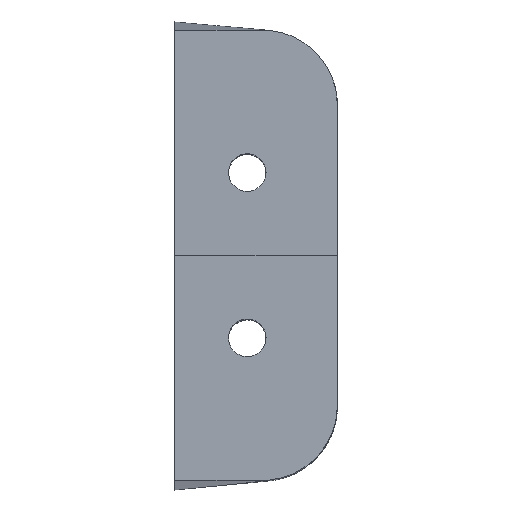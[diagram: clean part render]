
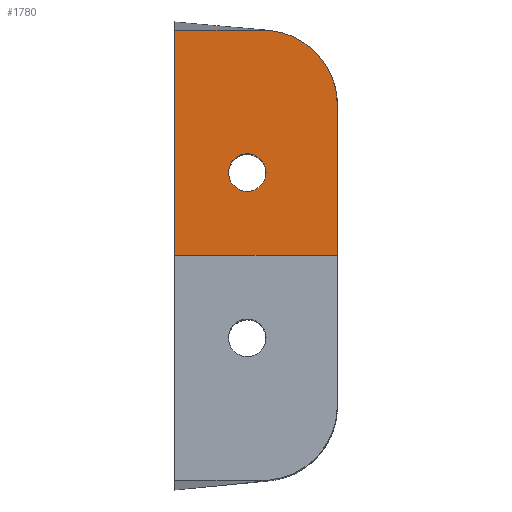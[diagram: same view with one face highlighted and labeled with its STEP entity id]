
A CAD part, top view. The second image highlights one B-rep face of the part: STEP entity #1780.
In plain terms, the highlighted planar face has unit normal (0, 0, 1).
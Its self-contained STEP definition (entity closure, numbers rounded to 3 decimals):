
#22 = VERTEX_POINT('',#23);
#23 = CARTESIAN_POINT('',(0.,0.,21.068));
#32 = PLANE('',#33);
#33 = AXIS2_PLACEMENT_3D('',#34,#35,#36);
#34 = CARTESIAN_POINT('',(0.,0.,
    21.068));
#35 = DIRECTION('',(0.,0.,-1.));
#36 = DIRECTION('',(0.,-1.,0.));
#56 = EDGE_CURVE('',#22,#57,#59,.T.);
#57 = VERTEX_POINT('',#58);
#58 = CARTESIAN_POINT('',(13.,0.,21.068));
#59 = SURFACE_CURVE('',#60,(#64,#71),.PCURVE_S1.);
#60 = LINE('',#61,#62);
#61 = CARTESIAN_POINT('',(0.,0.,
    21.068));
#62 = VECTOR('',#63,1.);
#63 = DIRECTION('',(1.,0.,0.));
#64 = PCURVE('',#32,#65);
#65 = DEFINITIONAL_REPRESENTATION('',(#66),#70);
#66 = LINE('',#67,#68);
#67 = CARTESIAN_POINT('',(-0.,-0.));
#68 = VECTOR('',#69,1.);
#69 = DIRECTION('',(0.,-1.));
#70 = ( GEOMETRIC_REPRESENTATION_CONTEXT(2) 
PARAMETRIC_REPRESENTATION_CONTEXT() REPRESENTATION_CONTEXT('2D SPACE',''
  ) );
#71 = PCURVE('',#72,#77);
#72 = PLANE('',#73);
#73 = AXIS2_PLACEMENT_3D('',#74,#75,#76);
#74 = CARTESIAN_POINT('',(0.,0.,
    21.068));
#75 = DIRECTION('',(0.,0.,-1.));
#76 = DIRECTION('',(0.,-1.,0.));
#77 = DEFINITIONAL_REPRESENTATION('',(#78),#82);
#78 = LINE('',#79,#80);
#79 = CARTESIAN_POINT('',(0.,0.));
#80 = VECTOR('',#81,1.);
#81 = DIRECTION('',(0.,-1.));
#82 = ( GEOMETRIC_REPRESENTATION_CONTEXT(2) 
PARAMETRIC_REPRESENTATION_CONTEXT() REPRESENTATION_CONTEXT('2D SPACE',''
  ) );
#277 = PLANE('',#278);
#278 = AXIS2_PLACEMENT_3D('',#279,#280,#281);
#279 = CARTESIAN_POINT('',(0.,8.902,
    0.689));
#280 = DIRECTION('',(1.,0.,0.));
#281 = DIRECTION('',(0.,0.,-1.));
#1626 = PLANE('',#1627);
#1627 = AXIS2_PLACEMENT_3D('',#1628,#1629,#1630);
#1628 = CARTESIAN_POINT('',(13.,8.902,0.689));
#1629 = DIRECTION('',(1.,0.,0.));
#1630 = DIRECTION('',(0.,0.,-1.));
#1780 = ADVANCED_FACE('',(#1781,#1885),#72,.F.);
#1781 = FACE_BOUND('',#1782,.T.);
#1782 = EDGE_LOOP('',(#1783,#1806,#1807,#1830,#1859));
#1783 = ORIENTED_EDGE('',*,*,#1784,.F.);
#1784 = EDGE_CURVE('',#22,#1785,#1787,.T.);
#1785 = VERTEX_POINT('',#1786);
#1786 = CARTESIAN_POINT('',(0.,17.956,21.068));
#1787 = SURFACE_CURVE('',#1788,(#1792,#1799),.PCURVE_S1.);
#1788 = LINE('',#1789,#1790);
#1789 = CARTESIAN_POINT('',(0.,0.,
    21.068));
#1790 = VECTOR('',#1791,1.);
#1791 = DIRECTION('',(0.,1.,0.));
#1792 = PCURVE('',#72,#1793);
#1793 = DEFINITIONAL_REPRESENTATION('',(#1794),#1798);
#1794 = LINE('',#1795,#1796);
#1795 = CARTESIAN_POINT('',(0.,0.));
#1796 = VECTOR('',#1797,1.);
#1797 = DIRECTION('',(-1.,0.));
#1798 = ( GEOMETRIC_REPRESENTATION_CONTEXT(2) 
PARAMETRIC_REPRESENTATION_CONTEXT() REPRESENTATION_CONTEXT('2D SPACE',''
  ) );
#1799 = PCURVE('',#277,#1800);
#1800 = DEFINITIONAL_REPRESENTATION('',(#1801),#1805);
#1801 = LINE('',#1802,#1803);
#1802 = CARTESIAN_POINT('',(-20.379,-8.902));
#1803 = VECTOR('',#1804,1.);
#1804 = DIRECTION('',(0.,1.));
#1805 = ( GEOMETRIC_REPRESENTATION_CONTEXT(2) 
PARAMETRIC_REPRESENTATION_CONTEXT() REPRESENTATION_CONTEXT('2D SPACE',''
  ) );
#1806 = ORIENTED_EDGE('',*,*,#56,.T.);
#1807 = ORIENTED_EDGE('',*,*,#1808,.T.);
#1808 = EDGE_CURVE('',#57,#1809,#1811,.T.);
#1809 = VERTEX_POINT('',#1810);
#1810 = CARTESIAN_POINT('',(13.,11.984,21.068));
#1811 = SURFACE_CURVE('',#1812,(#1816,#1823),.PCURVE_S1.);
#1812 = LINE('',#1813,#1814);
#1813 = CARTESIAN_POINT('',(13.,0.,21.068));
#1814 = VECTOR('',#1815,1.);
#1815 = DIRECTION('',(0.,1.,0.));
#1816 = PCURVE('',#72,#1817);
#1817 = DEFINITIONAL_REPRESENTATION('',(#1818),#1822);
#1818 = LINE('',#1819,#1820);
#1819 = CARTESIAN_POINT('',(0.,-13.));
#1820 = VECTOR('',#1821,1.);
#1821 = DIRECTION('',(-1.,0.));
#1822 = ( GEOMETRIC_REPRESENTATION_CONTEXT(2) 
PARAMETRIC_REPRESENTATION_CONTEXT() REPRESENTATION_CONTEXT('2D SPACE',''
  ) );
#1823 = PCURVE('',#1626,#1824);
#1824 = DEFINITIONAL_REPRESENTATION('',(#1825),#1829);
#1825 = LINE('',#1826,#1827);
#1826 = CARTESIAN_POINT('',(-20.379,-8.902));
#1827 = VECTOR('',#1828,1.);
#1828 = DIRECTION('',(0.,1.));
#1829 = ( GEOMETRIC_REPRESENTATION_CONTEXT(2) 
PARAMETRIC_REPRESENTATION_CONTEXT() REPRESENTATION_CONTEXT('2D SPACE',''
  ) );
#1830 = ORIENTED_EDGE('',*,*,#1831,.F.);
#1831 = EDGE_CURVE('',#1832,#1809,#1834,.T.);
#1832 = VERTEX_POINT('',#1833);
#1833 = CARTESIAN_POINT('',(7.577,17.956,21.068));
#1834 = SURFACE_CURVE('',#1835,(#1840,#1847),.PCURVE_S1.);
#1835 = CIRCLE('',#1836,6.);
#1836 = AXIS2_PLACEMENT_3D('',#1837,#1838,#1839);
#1837 = CARTESIAN_POINT('',(7.,11.984,21.068));
#1838 = DIRECTION('',(0.,0.,-1.));
#1839 = DIRECTION('',(0.,1.,0.));
#1840 = PCURVE('',#72,#1841);
#1841 = DEFINITIONAL_REPRESENTATION('',(#1842),#1846);
#1842 = CIRCLE('',#1843,6.);
#1843 = AXIS2_PLACEMENT_2D('',#1844,#1845);
#1844 = CARTESIAN_POINT('',(-11.984,-7.));
#1845 = DIRECTION('',(-1.,0.));
#1846 = ( GEOMETRIC_REPRESENTATION_CONTEXT(2) 
PARAMETRIC_REPRESENTATION_CONTEXT() REPRESENTATION_CONTEXT('2D SPACE',''
  ) );
#1847 = PCURVE('',#1848,#1853);
#1848 = CYLINDRICAL_SURFACE('',#1849,6.);
#1849 = AXIS2_PLACEMENT_3D('',#1850,#1851,#1852);
#1850 = CARTESIAN_POINT('',(7.,11.984,21.068));
#1851 = DIRECTION('',(0.,0.,1.));
#1852 = DIRECTION('',(0.,1.,0.));
#1853 = DEFINITIONAL_REPRESENTATION('',(#1854),#1858);
#1854 = LINE('',#1855,#1856);
#1855 = CARTESIAN_POINT('',(-0.,0.));
#1856 = VECTOR('',#1857,1.);
#1857 = DIRECTION('',(-1.,0.));
#1858 = ( GEOMETRIC_REPRESENTATION_CONTEXT(2) 
PARAMETRIC_REPRESENTATION_CONTEXT() REPRESENTATION_CONTEXT('2D SPACE',''
  ) );
#1859 = ORIENTED_EDGE('',*,*,#1860,.F.);
#1860 = EDGE_CURVE('',#1785,#1832,#1861,.T.);
#1861 = SURFACE_CURVE('',#1862,(#1866,#1873),.PCURVE_S1.);
#1862 = LINE('',#1863,#1864);
#1863 = CARTESIAN_POINT('',(0.,17.956,21.068));
#1864 = VECTOR('',#1865,1.);
#1865 = DIRECTION('',(1.,0.,0.));
#1866 = PCURVE('',#72,#1867);
#1867 = DEFINITIONAL_REPRESENTATION('',(#1868),#1872);
#1868 = LINE('',#1869,#1870);
#1869 = CARTESIAN_POINT('',(-17.956,0.));
#1870 = VECTOR('',#1871,1.);
#1871 = DIRECTION('',(0.,-1.));
#1872 = ( GEOMETRIC_REPRESENTATION_CONTEXT(2) 
PARAMETRIC_REPRESENTATION_CONTEXT() REPRESENTATION_CONTEXT('2D SPACE',''
  ) );
#1873 = PCURVE('',#1874,#1879);
#1874 = PLANE('',#1875);
#1875 = AXIS2_PLACEMENT_3D('',#1876,#1877,#1878);
#1876 = CARTESIAN_POINT('',(0.,17.956,21.068));
#1877 = DIRECTION('',(0.,-1.,
    -0.021));
#1878 = DIRECTION('',(0.,-0.021,
    1.));
#1879 = DEFINITIONAL_REPRESENTATION('',(#1880),#1884);
#1880 = LINE('',#1881,#1882);
#1881 = CARTESIAN_POINT('',(-0.,0.));
#1882 = VECTOR('',#1883,1.);
#1883 = DIRECTION('',(0.,-1.));
#1884 = ( GEOMETRIC_REPRESENTATION_CONTEXT(2) 
PARAMETRIC_REPRESENTATION_CONTEXT() REPRESENTATION_CONTEXT('2D SPACE',''
  ) );
#1885 = FACE_BOUND('',#1886,.T.);
#1886 = EDGE_LOOP('',(#1887));
#1887 = ORIENTED_EDGE('',*,*,#1888,.T.);
#1888 = EDGE_CURVE('',#1889,#1889,#1891,.T.);
#1889 = VERTEX_POINT('',#1890);
#1890 = CARTESIAN_POINT('',(7.3,6.6,21.068));
#1891 = SURFACE_CURVE('',#1892,(#1897,#1904),.PCURVE_S1.);
#1892 = CIRCLE('',#1893,1.5);
#1893 = AXIS2_PLACEMENT_3D('',#1894,#1895,#1896);
#1894 = CARTESIAN_POINT('',(5.8,6.6,21.068));
#1895 = DIRECTION('',(0.,0.,-1.));
#1896 = DIRECTION('',(1.,0.,0.));
#1897 = PCURVE('',#72,#1898);
#1898 = DEFINITIONAL_REPRESENTATION('',(#1899),#1903);
#1899 = CIRCLE('',#1900,1.5);
#1900 = AXIS2_PLACEMENT_2D('',#1901,#1902);
#1901 = CARTESIAN_POINT('',(-6.6,-5.8));
#1902 = DIRECTION('',(0.,-1.));
#1903 = ( GEOMETRIC_REPRESENTATION_CONTEXT(2) 
PARAMETRIC_REPRESENTATION_CONTEXT() REPRESENTATION_CONTEXT('2D SPACE',''
  ) );
#1904 = PCURVE('',#1905,#1910);
#1905 = CYLINDRICAL_SURFACE('',#1906,1.5);
#1906 = AXIS2_PLACEMENT_3D('',#1907,#1908,#1909);
#1907 = CARTESIAN_POINT('',(5.8,6.6,-23.));
#1908 = DIRECTION('',(0.,0.,-1.));
#1909 = DIRECTION('',(1.,0.,0.));
#1910 = DEFINITIONAL_REPRESENTATION('',(#1911),#1915);
#1911 = LINE('',#1912,#1913);
#1912 = CARTESIAN_POINT('',(-6.283,-44.068));
#1913 = VECTOR('',#1914,1.);
#1914 = DIRECTION('',(1.,-0.));
#1915 = ( GEOMETRIC_REPRESENTATION_CONTEXT(2) 
PARAMETRIC_REPRESENTATION_CONTEXT() REPRESENTATION_CONTEXT('2D SPACE',''
  ) );
